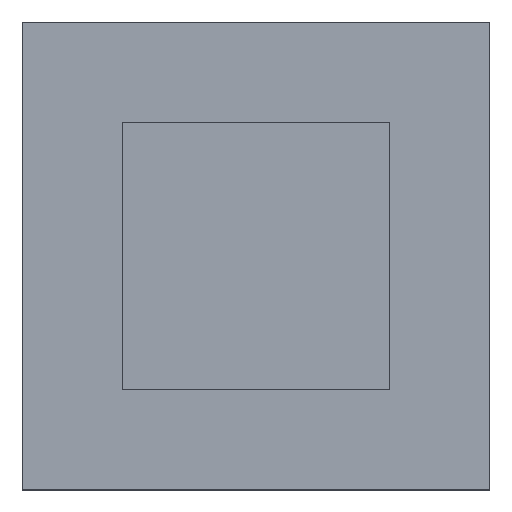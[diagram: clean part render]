
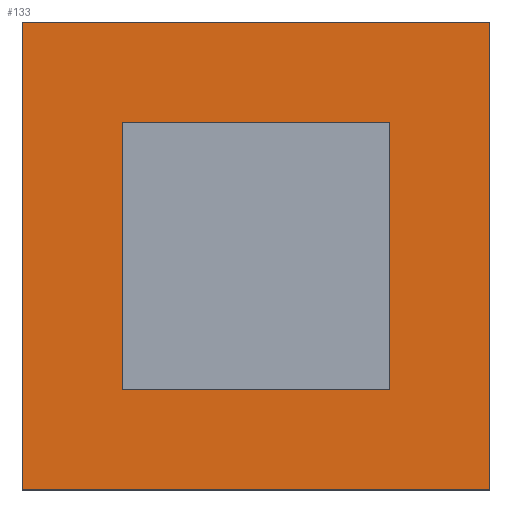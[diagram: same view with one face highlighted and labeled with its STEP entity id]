
A CAD part, top view. The second image highlights one B-rep face of the part: STEP entity #133.
In plain terms, the highlighted planar face has unit normal (0, 0, 1).
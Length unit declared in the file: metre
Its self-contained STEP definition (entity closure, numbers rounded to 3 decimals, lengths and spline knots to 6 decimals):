
#25 = VERTEX_POINT ( 'NONE', #293 ) ;
#27 = CARTESIAN_POINT ( 'NONE',  ( 0.00175, -0.00175, 0.00048 ) ) ;
#73 = ORIENTED_EDGE ( 'NONE', *, *, #176, .T. ) ;
#74 = VECTOR ( 'NONE', #494, 1. ) ;
#76 = LINE ( 'NONE', #1111, #74 ) ;
#80 = CARTESIAN_POINT ( 'NONE',  ( 0., 0., 0.00048 ) ) ;
#89 = VERTEX_POINT ( 'NONE', #805 ) ;
#111 = CARTESIAN_POINT ( 'NONE',  ( -0.00175, 0.00175, 0.00048 ) ) ;
#119 = VECTOR ( 'NONE', #1270, 1. ) ;
#133 = ADVANCED_FACE ( 'NONE', ( #1319, #304 ), #1077, .T. ) ;
#154 = CARTESIAN_POINT ( 'NONE',  ( -0.001, -0.001, 0.00048 ) ) ;
#176 = EDGE_CURVE ( 'NONE', #907, #201, #1201, .T. ) ;
#201 = VERTEX_POINT ( 'NONE', #1085 ) ;
#212 = ORIENTED_EDGE ( 'NONE', *, *, #1496, .T. ) ;
#213 = DIRECTION ( 'NONE',  ( 0., -1., 0. ) ) ;
#242 = EDGE_CURVE ( 'NONE', #681, #89, #969, .T. ) ;
#273 = LINE ( 'NONE', #154, #482 ) ;
#293 = CARTESIAN_POINT ( 'NONE',  ( 0.001, 0.001, 0.00048 ) ) ;
#304 = FACE_OUTER_BOUND ( 'NONE', #1454, .T. ) ;
#310 = DIRECTION ( 'NONE',  ( 1., 0., 0. ) ) ;
#327 = VERTEX_POINT ( 'NONE', #1367 ) ;
#332 = CARTESIAN_POINT ( 'NONE',  ( -0.00175, 0.00175, 0.00048 ) ) ;
#358 = VECTOR ( 'NONE', #213, 1. ) ;
#394 = VERTEX_POINT ( 'NONE', #1296 ) ;
#453 = ORIENTED_EDGE ( 'NONE', *, *, #242, .F. ) ;
#473 = ORIENTED_EDGE ( 'NONE', *, *, #773, .T. ) ;
#482 = VECTOR ( 'NONE', #792, 1. ) ;
#494 = DIRECTION ( 'NONE',  ( 0., -1., 0. ) ) ;
#571 = CARTESIAN_POINT ( 'NONE',  ( 0.00175, 0.00175, 0.00048 ) ) ;
#593 = LINE ( 'NONE', #1615, #1273 ) ;
#606 = EDGE_CURVE ( 'NONE', #25, #681, #1584, .T. ) ;
#681 = VERTEX_POINT ( 'NONE', #1498 ) ;
#768 = VERTEX_POINT ( 'NONE', #332 ) ;
#773 = EDGE_CURVE ( 'NONE', #768, #394, #76, .T. ) ;
#790 = ORIENTED_EDGE ( 'NONE', *, *, #606, .F. ) ;
#792 = DIRECTION ( 'NONE',  ( 1., 0., 0. ) ) ;
#799 = CARTESIAN_POINT ( 'NONE',  ( -0.001, 0.001, 0.00048 ) ) ;
#805 = CARTESIAN_POINT ( 'NONE',  ( -0.001, -0.001, 0.00048 ) ) ;
#856 = CARTESIAN_POINT ( 'NONE',  ( -0.001, 0.001, 0.00048 ) ) ;
#885 = LINE ( 'NONE', #111, #1291 ) ;
#907 = VERTEX_POINT ( 'NONE', #27 ) ;
#933 = DIRECTION ( 'NONE',  ( -1., 0., 0. ) ) ;
#936 = EDGE_CURVE ( 'NONE', #201, #768, #885, .T. ) ;
#954 = DIRECTION ( 'NONE',  ( 0., 1., 0. ) ) ;
#969 = LINE ( 'NONE', #856, #358 ) ;
#994 = VECTOR ( 'NONE', #954, 1. ) ;
#1077 = PLANE ( 'NONE',  #1416 ) ;
#1079 = EDGE_CURVE ( 'NONE', #327, #25, #1563, .T. ) ;
#1085 = CARTESIAN_POINT ( 'NONE',  ( 0.00175, 0.00175, 0.00048 ) ) ;
#1111 = CARTESIAN_POINT ( 'NONE',  ( -0.00175, 0.00175, 0.00048 ) ) ;
#1132 = ORIENTED_EDGE ( 'NONE', *, *, #1370, .F. ) ;
#1174 = CARTESIAN_POINT ( 'NONE',  ( 0.001, 0.001, 0.00048 ) ) ;
#1194 = VECTOR ( 'NONE', #933, 1. ) ;
#1201 = LINE ( 'NONE', #571, #994 ) ;
#1270 = DIRECTION ( 'NONE',  ( 0., 1., 0. ) ) ;
#1273 = VECTOR ( 'NONE', #1607, 1. ) ;
#1291 = VECTOR ( 'NONE', #1640, 1. ) ;
#1296 = CARTESIAN_POINT ( 'NONE',  ( -0.00175, -0.00175, 0.00048 ) ) ;
#1313 = DIRECTION ( 'NONE',  ( 0., 0., 1. ) ) ;
#1319 = FACE_BOUND ( 'NONE', #1356, .T. ) ;
#1356 = EDGE_LOOP ( 'NONE', ( #453, #790, #1543, #1132 ) ) ;
#1367 = CARTESIAN_POINT ( 'NONE',  ( 0.001, -0.001, 0.00048 ) ) ;
#1370 = EDGE_CURVE ( 'NONE', #89, #327, #273, .T. ) ;
#1416 = AXIS2_PLACEMENT_3D ( 'NONE', #80, #1313, #310 ) ;
#1454 = EDGE_LOOP ( 'NONE', ( #473, #212, #73, #1564 ) ) ;
#1496 = EDGE_CURVE ( 'NONE', #394, #907, #593, .T. ) ;
#1498 = CARTESIAN_POINT ( 'NONE',  ( -0.001, 0.001, 0.00048 ) ) ;
#1543 = ORIENTED_EDGE ( 'NONE', *, *, #1079, .F. ) ;
#1563 = LINE ( 'NONE', #1174, #119 ) ;
#1564 = ORIENTED_EDGE ( 'NONE', *, *, #936, .T. ) ;
#1584 = LINE ( 'NONE', #799, #1194 ) ;
#1607 = DIRECTION ( 'NONE',  ( 1., 0., 0. ) ) ;
#1615 = CARTESIAN_POINT ( 'NONE',  ( -0.00175, -0.00175, 0.00048 ) ) ;
#1640 = DIRECTION ( 'NONE',  ( -1., 0., 0. ) ) ;
